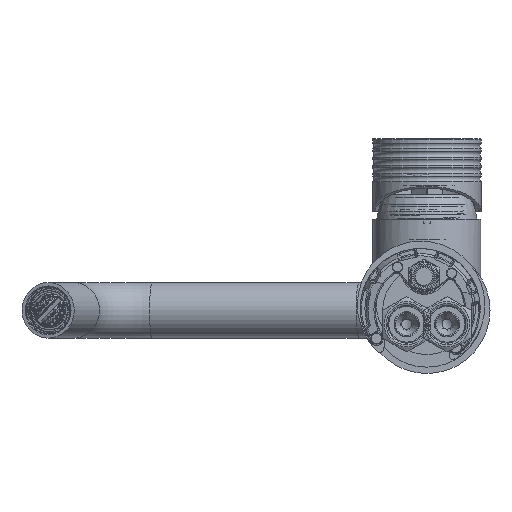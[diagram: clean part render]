
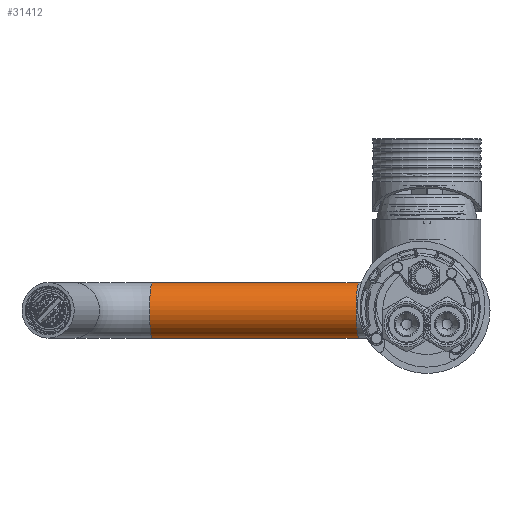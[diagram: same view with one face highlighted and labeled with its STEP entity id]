
A CAD part, front view. The second image highlights one B-rep face of the part: STEP entity #31412.
In plain terms, the highlighted cylindrical face has radius 11 mm (diameter 22 mm), a full revolution.
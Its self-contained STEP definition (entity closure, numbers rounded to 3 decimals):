
#3707=CYLINDRICAL_SURFACE('',#33720,11.);
#5450=ORIENTED_EDGE('',*,*,#10887,.F.);
#5451=ORIENTED_EDGE('',*,*,#10888,.T.);
#10887=EDGE_CURVE('',#13727,#13727,#15785,.F.);
#10888=EDGE_CURVE('',#13728,#13728,#15786,.F.);
#13727=VERTEX_POINT('',#46748);
#13728=VERTEX_POINT('',#46751);
#15785=CIRCLE('',#33719,11.);
#15786=CIRCLE('',#33721,11.);
#17353=EDGE_LOOP('',(#5450));
#17354=EDGE_LOOP('',(#5451));
#19642=FACE_BOUND('',#17353,.T.);
#19643=FACE_BOUND('',#17354,.T.);
#31412=ADVANCED_FACE('',(#19642,#19643),#3707,.T.);
#33719=AXIS2_PLACEMENT_3D('',#46747,#37710,#37711);
#33720=AXIS2_PLACEMENT_3D('',#46749,#37712,#37713);
#33721=AXIS2_PLACEMENT_3D('',#46750,#37714,#37715);
#37710=DIRECTION('',(-0.995,0.,-0.105));
#37711=DIRECTION('',(0.105,0.,-0.995));
#37712=DIRECTION('',(0.995,0.,0.105));
#37713=DIRECTION('',(0.105,0.,-0.995));
#37714=DIRECTION('',(-0.995,0.,-0.105));
#37715=DIRECTION('',(0.105,0.,-0.995));
#46747=CARTESIAN_POINT('',(108.679,0.,147.035));
#46748=CARTESIAN_POINT('',(109.829,0.,136.095));
#46749=CARTESIAN_POINT('',(26.864,0.,138.436));
#46750=CARTESIAN_POINT('',(26.864,0.,138.436));
#46751=CARTESIAN_POINT('',(28.014,0.,127.496));
